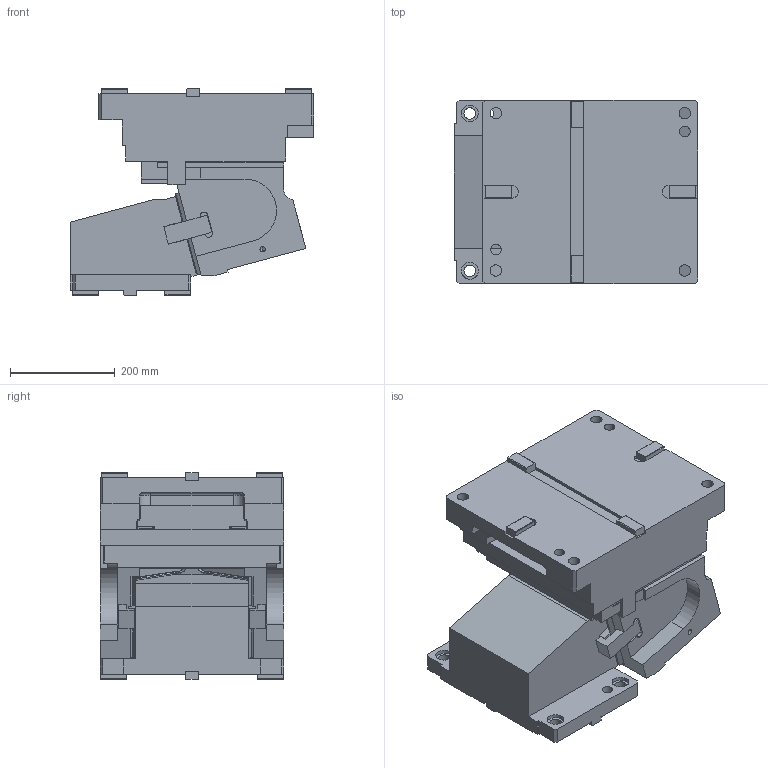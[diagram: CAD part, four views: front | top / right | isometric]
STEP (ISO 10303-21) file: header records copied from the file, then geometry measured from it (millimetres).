
FILE_DESCRIPTION(('CATIA V5 STEP Exchange'),'2;1');
FILE_NAME('CACV_350_75.stp','2015-04-24T14:19:38+00:00',('none'),('none'),'CATIA Version 5 Release 19 SP 2 (IN-10)','CATIA V5 STEP AP203','none');
FILE_SCHEMA(('CONFIG_CONTROL_DESIGN'));
Length unit declared in the file: millimetre
Products named in the file (1): CACV_350_75
Bounding box: 465 x 350 x 393 mm (x, y, z)
Volume: 34570830.1 mm3; surface area: 1521920.4 mm2
Topology: 3 solids, 4 shells, 569 faces, 1669 edges, 1106 vertices
Faces by surface type: plane 397, cylinder 152, cone 10, bspline 4, torus 4, extrusion 2
Entity records: 19610 total; most frequent: CARTESIAN_POINT 4968, ORIENTED_EDGE 3318, DIRECTION 2525, EDGE_CURVE 1659, VECTOR 1325, LINE 1323, VERTEX_POINT 1106, AXIS2_PLACEMENT_3D 696
